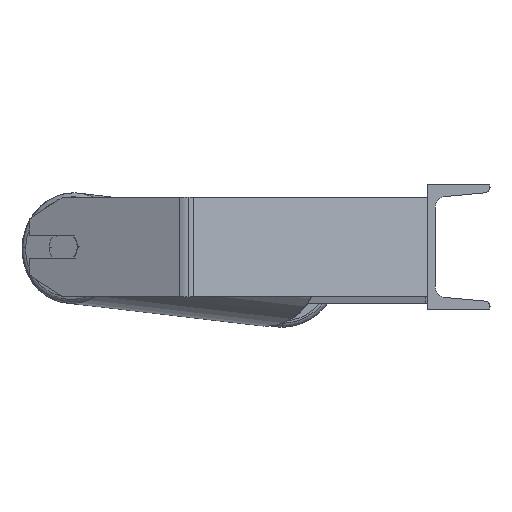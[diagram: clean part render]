
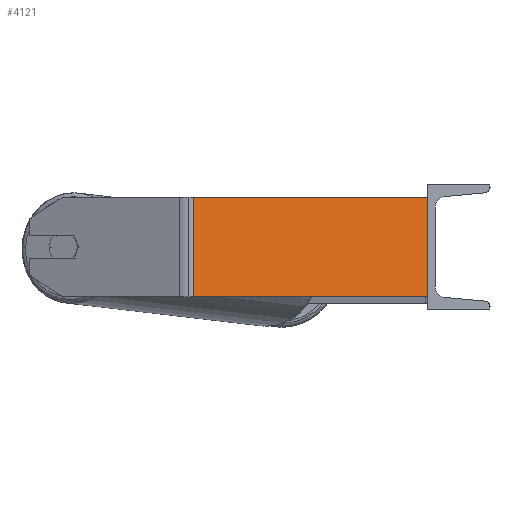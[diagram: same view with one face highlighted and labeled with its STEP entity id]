
A CAD part, left-side view. The second image highlights one B-rep face of the part: STEP entity #4121.
In plain terms, the highlighted planar face has unit normal (-0.966, -0.259, 0).
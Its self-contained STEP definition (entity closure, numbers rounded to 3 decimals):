
#440 = EDGE_CURVE ( 'NONE', #6058, #725, #6657, .T. ) ;
#481 = DIRECTION ( 'NONE',  ( 0., 0., -1. ) ) ;
#666 = CARTESIAN_POINT ( 'NONE',  ( -585., 0., -40. ) ) ;
#723 = VERTEX_POINT ( 'NONE', #7528 ) ;
#725 = VERTEX_POINT ( 'NONE', #666 ) ;
#792 = EDGE_CURVE ( 'NONE', #3536, #6058, #2717, .T. ) ;
#1077 = DIRECTION ( 'NONE',  ( -0.259, 0.966, 0. ) ) ;
#1087 = LINE ( 'NONE', #1789, #7518 ) ;
#1609 = VECTOR ( 'NONE', #7144, 1000. ) ;
#1789 = CARTESIAN_POINT ( 'NONE',  ( -636.91, 193.73, -40. ) ) ;
#2494 = DIRECTION ( 'NONE',  ( 0., 0., -1. ) ) ;
#2717 = LINE ( 'NONE', #4953, #1609 ) ;
#2742 = CARTESIAN_POINT ( 'NONE',  ( -585., 0., 40. ) ) ;
#2823 = EDGE_LOOP ( 'NONE', ( #7359, #2904, #8809, #7948 ) ) ;
#2904 = ORIENTED_EDGE ( 'NONE', *, *, #440, .F. ) ;
#3130 = LINE ( 'NONE', #4007, #6590 ) ;
#3536 = VERTEX_POINT ( 'NONE', #5754 ) ;
#3927 = CARTESIAN_POINT ( 'NONE',  ( -585., 0., 40. ) ) ;
#3950 = FACE_OUTER_BOUND ( 'NONE', #2823, .T. ) ;
#4007 = CARTESIAN_POINT ( 'NONE',  ( -635.403, 188.105, 40. ) ) ;
#4121 = ADVANCED_FACE ( 'NONE', ( #3950 ), #5909, .F. ) ;
#4953 = CARTESIAN_POINT ( 'NONE',  ( -636.91, 193.73, 40. ) ) ;
#5377 = EDGE_CURVE ( 'NONE', #3536, #723, #3130, .T. ) ;
#5754 = CARTESIAN_POINT ( 'NONE',  ( -635.403, 188.105, 40. ) ) ;
#5909 = PLANE ( 'NONE',  #7008 ) ;
#6058 = VERTEX_POINT ( 'NONE', #2742 ) ;
#6590 = VECTOR ( 'NONE', #481, 1000. ) ;
#6657 = LINE ( 'NONE', #3927, #7031 ) ;
#6731 = DIRECTION ( 'NONE',  ( 0.966, 0.259, 0. ) ) ;
#7008 = AXIS2_PLACEMENT_3D ( 'NONE', #8040, #6731, #1077 ) ;
#7031 = VECTOR ( 'NONE', #2494, 1000. ) ;
#7144 = DIRECTION ( 'NONE',  ( 0.259, -0.966, 0. ) ) ;
#7359 = ORIENTED_EDGE ( 'NONE', *, *, #8473, .T. ) ;
#7518 = VECTOR ( 'NONE', #8353, 1000. ) ;
#7528 = CARTESIAN_POINT ( 'NONE',  ( -635.403, 188.105, -40. ) ) ;
#7948 = ORIENTED_EDGE ( 'NONE', *, *, #5377, .T. ) ;
#8040 = CARTESIAN_POINT ( 'NONE',  ( -636.91, 193.73, 40. ) ) ;
#8353 = DIRECTION ( 'NONE',  ( 0.259, -0.966, 0. ) ) ;
#8473 = EDGE_CURVE ( 'NONE', #723, #725, #1087, .T. ) ;
#8809 = ORIENTED_EDGE ( 'NONE', *, *, #792, .F. ) ;
